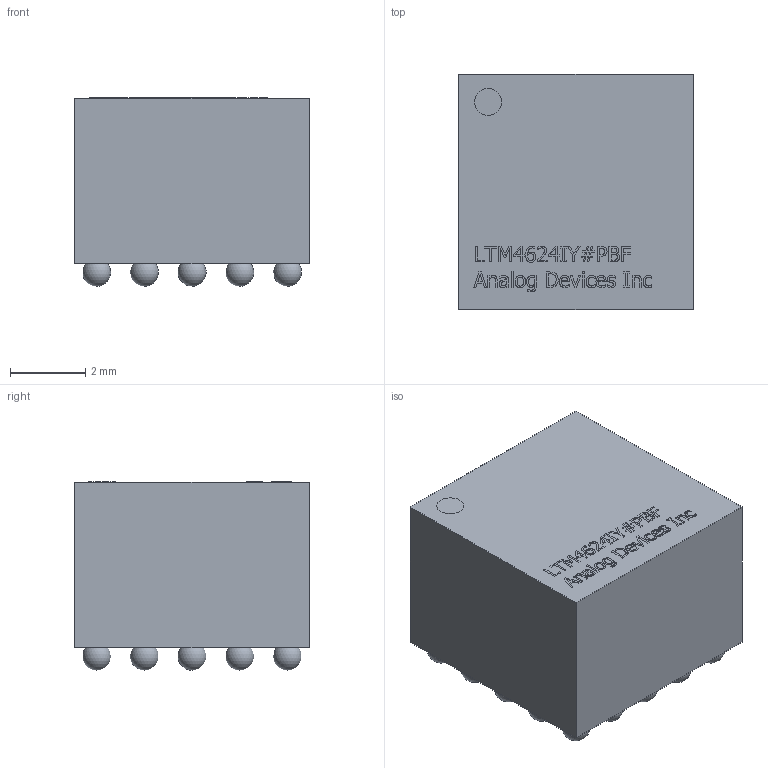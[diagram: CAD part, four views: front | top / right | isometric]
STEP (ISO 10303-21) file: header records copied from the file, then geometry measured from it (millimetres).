
FILE_DESCRIPTION( ( '' ), ' ' );
FILE_NAME( '5b8950a3ffc3560cd8194417.step', '2018-08-31T14:28:52', ( '' ), ( '' ), ' ', ' ', ' ' );
FILE_SCHEMA( ( 'AUTOMOTIVE_DESIGN { 1 0 10303 214 1 1 1 1 }' ) );
Length unit declared in the file: metre
Products named in the file (57): Open CASCADE STEP translator 6.8 3; Open CASCADE STEP translator 6.8 2; Open CASCADE STEP translator 6.8 1
Bounding box: 6.25 x 6.25 x 5.02 mm (x, y, z)
Volume: 178.6 mm3; surface area: 261.9 mm2
Topology: 57 solids, 57 shells, 514 faces, 1350 edges, 900 vertices
Faces by surface type: plane 313, extrusion 140, cylinder 29, sphere 25, bspline 7
Full cylindrical faces by diameter (mm): 0.723 x1
Entity records: 27735 total; most frequent: CARTESIAN_POINT 4879, ORIENTED_EDGE 2548, DIRECTION 1988, STYLED_ITEM 1788, PRESENTATION_STYLE_ASSIGNMENT 1788, COLOUR_RGB 1788, EDGE_CURVE 1274, CURVE_STYLE 1274
